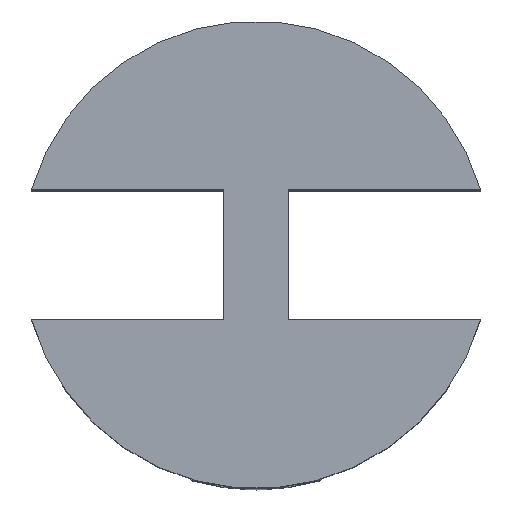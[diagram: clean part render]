
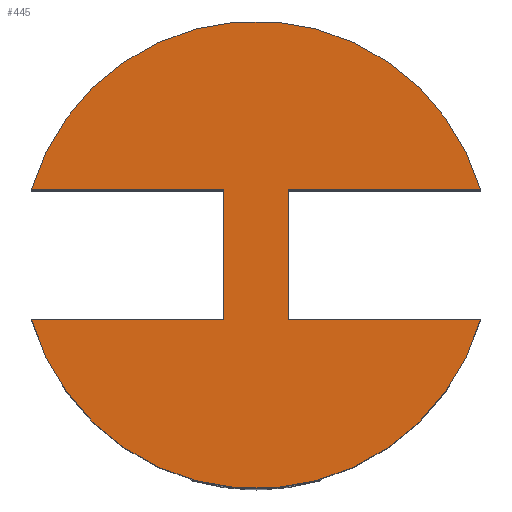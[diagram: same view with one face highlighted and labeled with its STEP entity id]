
A CAD part, top view. The second image highlights one B-rep face of the part: STEP entity #445.
In plain terms, the highlighted planar face has unit normal (0, 0, 1).
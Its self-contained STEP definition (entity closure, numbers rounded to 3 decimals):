
#26=CIRCLE('',#473,1.8);
#28=CIRCLE('',#479,1.8);
#51=FACE_OUTER_BOUND('',#79,.T.);
#79=EDGE_LOOP('',(#327,#328,#329,#330,#331,#332,#333,#334));
#101=LINE('',#648,#149);
#105=LINE('',#660,#153);
#108=LINE('',#666,#156);
#111=LINE('',#672,#159);
#115=LINE('',#684,#163);
#118=LINE('',#688,#166);
#149=VECTOR('',#516,1.479);
#153=VECTOR('',#528,1.479);
#156=VECTOR('',#533,1.);
#159=VECTOR('',#538,1.479);
#163=VECTOR('',#550,1.479);
#166=VECTOR('',#555,1.);
#197=VERTEX_POINT('',#645);
#198=VERTEX_POINT('',#647);
#200=VERTEX_POINT('',#653);
#202=VERTEX_POINT('',#659);
#204=VERTEX_POINT('',#665);
#206=VERTEX_POINT('',#671);
#208=VERTEX_POINT('',#677);
#210=VERTEX_POINT('',#683);
#237=EDGE_CURVE('',#198,#197,#101,.T.);
#240=EDGE_CURVE('',#200,#198,#26,.T.);
#243=EDGE_CURVE('',#202,#200,#105,.T.);
#246=EDGE_CURVE('',#204,#202,#108,.T.);
#249=EDGE_CURVE('',#206,#204,#111,.T.);
#252=EDGE_CURVE('',#208,#206,#28,.T.);
#255=EDGE_CURVE('',#210,#208,#115,.T.);
#258=EDGE_CURVE('',#197,#210,#118,.T.);
#327=ORIENTED_EDGE('',*,*,#258,.T.);
#328=ORIENTED_EDGE('',*,*,#255,.T.);
#329=ORIENTED_EDGE('',*,*,#252,.T.);
#330=ORIENTED_EDGE('',*,*,#249,.T.);
#331=ORIENTED_EDGE('',*,*,#246,.T.);
#332=ORIENTED_EDGE('',*,*,#243,.T.);
#333=ORIENTED_EDGE('',*,*,#240,.T.);
#334=ORIENTED_EDGE('',*,*,#237,.T.);
#421=PLANE('',#482);
#445=ADVANCED_FACE('',(#51),#421,.T.);
#473=AXIS2_PLACEMENT_3D('',#654,#522,#523);
#479=AXIS2_PLACEMENT_3D('',#678,#544,#545);
#482=AXIS2_PLACEMENT_3D('',#689,#556,#557);
#516=DIRECTION('',(-1.,0.,0.));
#522=DIRECTION('center_axis',(0.,0.,1.));
#523=DIRECTION('ref_axis',(-0.961,-0.278,0.));
#528=DIRECTION('',(-1.,0.,0.));
#533=DIRECTION('',(0.,-1.,0.));
#538=DIRECTION('',(1.,0.,0.));
#544=DIRECTION('center_axis',(0.,0.,1.));
#545=DIRECTION('ref_axis',(0.961,0.278,0.));
#550=DIRECTION('',(1.,0.,0.));
#555=DIRECTION('',(0.,1.,0.));
#556=DIRECTION('center_axis',(0.,0.,1.));
#557=DIRECTION('ref_axis',(1.,0.,0.));
#645=CARTESIAN_POINT('',(0.25,-0.5,6.4));
#647=CARTESIAN_POINT('',(1.729,-0.5,6.4));
#648=CARTESIAN_POINT('',(1.729,-0.5,6.4));
#653=CARTESIAN_POINT('',(-1.729,-0.5,6.4));
#654=CARTESIAN_POINT('Origin',(0.,0.,6.4));
#659=CARTESIAN_POINT('',(-0.25,-0.5,6.4));
#660=CARTESIAN_POINT('',(-0.25,-0.5,6.4));
#665=CARTESIAN_POINT('',(-0.25,0.5,6.4));
#666=CARTESIAN_POINT('',(-0.25,0.5,6.4));
#671=CARTESIAN_POINT('',(-1.729,0.5,6.4));
#672=CARTESIAN_POINT('',(-1.729,0.5,6.4));
#677=CARTESIAN_POINT('',(1.729,0.5,6.4));
#678=CARTESIAN_POINT('Origin',(0.,0.,
6.4));
#683=CARTESIAN_POINT('',(0.25,0.5,6.4));
#684=CARTESIAN_POINT('',(0.25,0.5,6.4));
#688=CARTESIAN_POINT('',(0.25,-0.5,6.4));
#689=CARTESIAN_POINT('Origin',(0.,0.,6.4));
